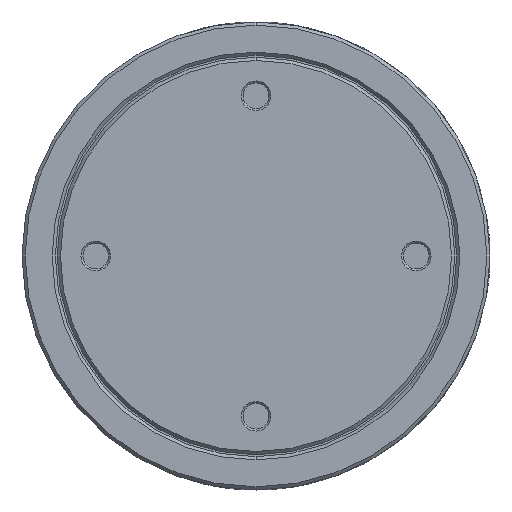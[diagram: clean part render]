
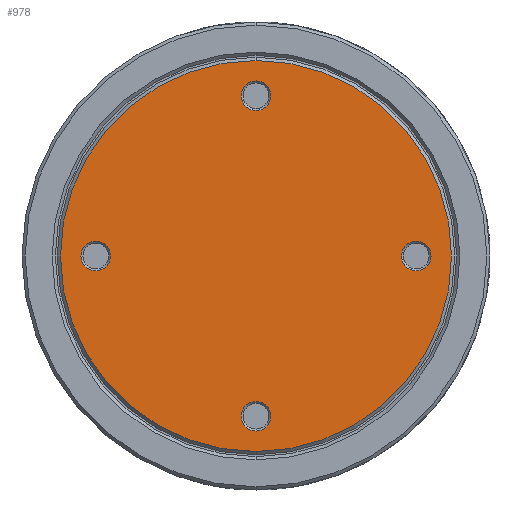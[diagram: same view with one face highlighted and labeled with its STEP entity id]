
A CAD part, front view. The second image highlights one B-rep face of the part: STEP entity #978.
In plain terms, the highlighted planar face has unit normal (0, -1, 0).
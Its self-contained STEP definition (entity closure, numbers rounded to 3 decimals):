
#79 = CARTESIAN_POINT ( 'NONE',  ( 0., -0.5, 27.3 ) ) ;
#250 = DIRECTION ( 'NONE',  ( 0., 1., 0. ) ) ;
#342 = DIRECTION ( 'NONE',  ( 0., 0., 1. ) ) ;
#410 = CIRCLE ( 'NONE', #2960, 2.3 ) ;
#643 = DIRECTION ( 'NONE',  ( 0., 0., 1. ) ) ;
#728 = AXIS2_PLACEMENT_3D ( 'NONE', #5233, #13516, #6412 ) ;
#770 = VERTEX_POINT ( 'NONE', #1319 ) ;
#978 = ADVANCED_FACE ( 'NONE', ( #9551, #7519, #3283, #3677, #6407 ), #5250, .F. ) ;
#1142 = DIRECTION ( 'NONE',  ( 0., 0., 1. ) ) ;
#1319 = CARTESIAN_POINT ( 'NONE',  ( -25., -0.5, 2.3 ) ) ;
#1607 = CIRCLE ( 'NONE', #3218, 30.5 ) ;
#1723 = DIRECTION ( 'NONE',  ( 0., -1., 0. ) ) ;
#1990 = AXIS2_PLACEMENT_3D ( 'NONE', #13193, #250, #8474 ) ;
#2055 = ORIENTED_EDGE ( 'NONE', *, *, #4628, .T. ) ;
#2863 = EDGE_LOOP ( 'NONE', ( #13009, #13351 ) ) ;
#2960 = AXIS2_PLACEMENT_3D ( 'NONE', #4620, #12871, #5794 ) ;
#3218 = AXIS2_PLACEMENT_3D ( 'NONE', #8760, #1723, #9934 ) ;
#3283 = FACE_BOUND ( 'NONE', #5031, .T. ) ;
#3373 = VERTEX_POINT ( 'NONE', #5144 ) ;
#3677 = FACE_BOUND ( 'NONE', #8869, .T. ) ;
#4192 = AXIS2_PLACEMENT_3D ( 'NONE', #15291, #8186, #1142 ) ;
#4483 = EDGE_CURVE ( 'NONE', #14800, #11422, #7386, .T. ) ;
#4599 = VERTEX_POINT ( 'NONE', #15216 ) ;
#4620 = CARTESIAN_POINT ( 'NONE',  ( 25., -0.5, 0. ) ) ;
#4628 = EDGE_CURVE ( 'NONE', #3373, #8307, #410, .T. ) ;
#4875 = VERTEX_POINT ( 'NONE', #10735 ) ;
#4906 = CARTESIAN_POINT ( 'NONE',  ( -25., -0.5, 0. ) ) ;
#5031 = EDGE_LOOP ( 'NONE', ( #15162, #10149 ) ) ;
#5144 = CARTESIAN_POINT ( 'NONE',  ( 25., -0.5, -2.3 ) ) ;
#5174 = DIRECTION ( 'NONE',  ( 0., -1., 0. ) ) ;
#5233 = CARTESIAN_POINT ( 'NONE',  ( 0., -0.5, 25. ) ) ;
#5250 = PLANE ( 'NONE',  #1990 ) ;
#5469 = DIRECTION ( 'NONE',  ( 0., 1., 0. ) ) ;
#5527 = DIRECTION ( 'NONE',  ( 0., 1., 0. ) ) ;
#5794 = DIRECTION ( 'NONE',  ( 0., 0., 1. ) ) ;
#6080 = DIRECTION ( 'NONE',  ( 0., 0., 1. ) ) ;
#6146 = CIRCLE ( 'NONE', #4192, 2.3 ) ;
#6407 = FACE_OUTER_BOUND ( 'NONE', #9427, .T. ) ;
#6412 = DIRECTION ( 'NONE',  ( 0., 0., 1. ) ) ;
#6657 = VERTEX_POINT ( 'NONE', #9817 ) ;
#6920 = EDGE_CURVE ( 'NONE', #10876, #9440, #12840, .T. ) ;
#7335 = EDGE_CURVE ( 'NONE', #6657, #4875, #10229, .T. ) ;
#7367 = DIRECTION ( 'NONE',  ( 0., 1., 0. ) ) ;
#7386 = CIRCLE ( 'NONE', #14354, 2.3 ) ;
#7509 = AXIS2_PLACEMENT_3D ( 'NONE', #12247, #5174, #13457 ) ;
#7519 = FACE_BOUND ( 'NONE', #2863, .T. ) ;
#7533 = EDGE_CURVE ( 'NONE', #11422, #14800, #13029, .T. ) ;
#7634 = CARTESIAN_POINT ( 'NONE',  ( 0., -0.5, -22.7 ) ) ;
#7669 = DIRECTION ( 'NONE',  ( 0., 1., 0. ) ) ;
#7992 = ORIENTED_EDGE ( 'NONE', *, *, #8121, .T. ) ;
#8121 = EDGE_CURVE ( 'NONE', #8307, #3373, #11710, .T. ) ;
#8186 = DIRECTION ( 'NONE',  ( 0., 1., 0. ) ) ;
#8220 = CIRCLE ( 'NONE', #728, 2.3 ) ;
#8307 = VERTEX_POINT ( 'NONE', #13740 ) ;
#8474 = DIRECTION ( 'NONE',  ( 0., 0., 1. ) ) ;
#8618 = ORIENTED_EDGE ( 'NONE', *, *, #7335, .T. ) ;
#8760 = CARTESIAN_POINT ( 'NONE',  ( 0., -0.5, 0. ) ) ;
#8869 = EDGE_LOOP ( 'NONE', ( #9841, #9204 ) ) ;
#9038 = CARTESIAN_POINT ( 'NONE',  ( 0., -0.5, 22.7 ) ) ;
#9204 = ORIENTED_EDGE ( 'NONE', *, *, #10289, .T. ) ;
#9387 = AXIS2_PLACEMENT_3D ( 'NONE', #14780, #7669, #643 ) ;
#9427 = EDGE_LOOP ( 'NONE', ( #8618, #14999 ) ) ;
#9440 = VERTEX_POINT ( 'NONE', #79 ) ;
#9551 = FACE_BOUND ( 'NONE', #11088, .T. ) ;
#9817 = CARTESIAN_POINT ( 'NONE',  ( 0., -0.5, 30.5 ) ) ;
#9841 = ORIENTED_EDGE ( 'NONE', *, *, #6920, .T. ) ;
#9934 = DIRECTION ( 'NONE',  ( 0., 0., 1. ) ) ;
#10016 = AXIS2_PLACEMENT_3D ( 'NONE', #4906, #13162, #6080 ) ;
#10056 = EDGE_CURVE ( 'NONE', #4599, #770, #6146, .T. ) ;
#10077 = AXIS2_PLACEMENT_3D ( 'NONE', #14480, #7367, #342 ) ;
#10149 = ORIENTED_EDGE ( 'NONE', *, *, #12478, .T. ) ;
#10229 = CIRCLE ( 'NONE', #7509, 30.5 ) ;
#10289 = EDGE_CURVE ( 'NONE', #9440, #10876, #8220, .T. ) ;
#10735 = CARTESIAN_POINT ( 'NONE',  ( 0., -0.5, -30.5 ) ) ;
#10876 = VERTEX_POINT ( 'NONE', #9038 ) ;
#11088 = EDGE_LOOP ( 'NONE', ( #2055, #7992 ) ) ;
#11422 = VERTEX_POINT ( 'NONE', #7634 ) ;
#11710 = CIRCLE ( 'NONE', #10077, 2.3 ) ;
#11722 = CARTESIAN_POINT ( 'NONE',  ( 0., -0.5, -27.3 ) ) ;
#12247 = CARTESIAN_POINT ( 'NONE',  ( 0., -0.5, 0. ) ) ;
#12478 = EDGE_CURVE ( 'NONE', #770, #4599, #14502, .T. ) ;
#12544 = CARTESIAN_POINT ( 'NONE',  ( 0., -0.5, -25. ) ) ;
#12610 = CARTESIAN_POINT ( 'NONE',  ( 0., -0.5, -25. ) ) ;
#12840 = CIRCLE ( 'NONE', #9387, 2.3 ) ;
#12871 = DIRECTION ( 'NONE',  ( 0., 1., 0. ) ) ;
#13009 = ORIENTED_EDGE ( 'NONE', *, *, #4483, .T. ) ;
#13029 = CIRCLE ( 'NONE', #14671, 2.3 ) ;
#13162 = DIRECTION ( 'NONE',  ( 0., 1., 0. ) ) ;
#13193 = CARTESIAN_POINT ( 'NONE',  ( 0., -0.5, 0. ) ) ;
#13351 = ORIENTED_EDGE ( 'NONE', *, *, #7533, .T. ) ;
#13457 = DIRECTION ( 'NONE',  ( 0., 0., 1. ) ) ;
#13516 = DIRECTION ( 'NONE',  ( 0., 1., 0. ) ) ;
#13740 = CARTESIAN_POINT ( 'NONE',  ( 25., -0.5, 2.3 ) ) ;
#13759 = DIRECTION ( 'NONE',  ( 0., 0., 1. ) ) ;
#13811 = DIRECTION ( 'NONE',  ( 0., 0., 1. ) ) ;
#14354 = AXIS2_PLACEMENT_3D ( 'NONE', #12610, #5527, #13811 ) ;
#14480 = CARTESIAN_POINT ( 'NONE',  ( 25., -0.5, 0. ) ) ;
#14502 = CIRCLE ( 'NONE', #10016, 2.3 ) ;
#14671 = AXIS2_PLACEMENT_3D ( 'NONE', #12544, #5469, #13759 ) ;
#14780 = CARTESIAN_POINT ( 'NONE',  ( 0., -0.5, 25. ) ) ;
#14800 = VERTEX_POINT ( 'NONE', #11722 ) ;
#14999 = ORIENTED_EDGE ( 'NONE', *, *, #15057, .T. ) ;
#15057 = EDGE_CURVE ( 'NONE', #4875, #6657, #1607, .T. ) ;
#15162 = ORIENTED_EDGE ( 'NONE', *, *, #10056, .T. ) ;
#15216 = CARTESIAN_POINT ( 'NONE',  ( -25., -0.5, -2.3 ) ) ;
#15291 = CARTESIAN_POINT ( 'NONE',  ( -25., -0.5, 0. ) ) ;
